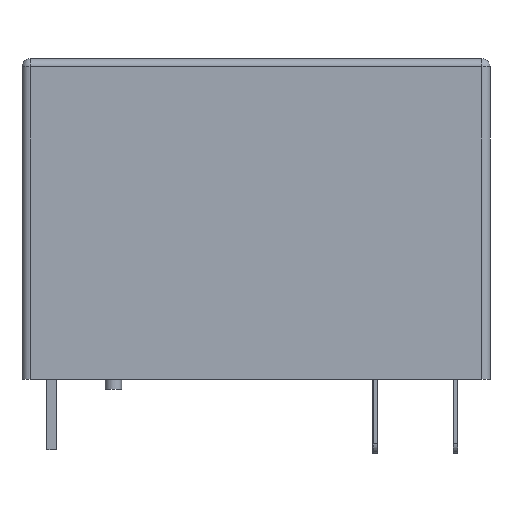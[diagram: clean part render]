
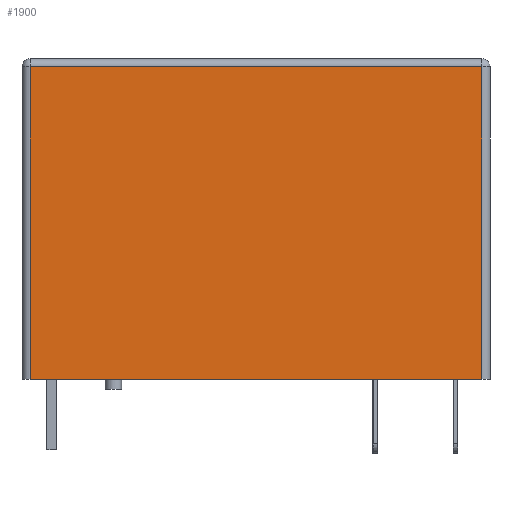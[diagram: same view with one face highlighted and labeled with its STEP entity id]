
A CAD part, front view. The second image highlights one B-rep face of the part: STEP entity #1900.
In plain terms, the highlighted planar face has unit normal (0, -1, 0).
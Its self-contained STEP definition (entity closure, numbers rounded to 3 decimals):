
#190 = EDGE_CURVE ( 'NONE', #12367, #4605, #3562, .T. ) ;
#466 = ORIENTED_EDGE ( 'NONE', *, *, #13003, .T. ) ;
#712 = DIRECTION ( 'NONE',  ( -1., 0., 0. ) ) ;
#844 = ORIENTED_EDGE ( 'NONE', *, *, #190, .T. ) ;
#976 = CARTESIAN_POINT ( 'NONE',  ( 14.1, -6.4, 0. ) ) ;
#1656 = ORIENTED_EDGE ( 'NONE', *, *, #2380, .T. ) ;
#1865 = VECTOR ( 'NONE', #7527, 1000. ) ;
#1900 = ADVANCED_FACE ( 'NONE', ( #9747 ), #14432, .F. ) ;
#2029 = LINE ( 'NONE', #11761, #6907 ) ;
#2227 = DIRECTION ( 'NONE',  ( 0., 0., -1. ) ) ;
#2380 = EDGE_CURVE ( 'NONE', #11191, #5787, #15753, .T. ) ;
#2758 = CARTESIAN_POINT ( 'NONE',  ( 14.6, -6.4, 0. ) ) ;
#3095 = VECTOR ( 'NONE', #3715, 1000. ) ;
#3562 = LINE ( 'NONE', #6137, #3095 ) ;
#3715 = DIRECTION ( 'NONE',  ( 0., 0., -1. ) ) ;
#4605 = VERTEX_POINT ( 'NONE', #8364 ) ;
#4623 = ORIENTED_EDGE ( 'NONE', *, *, #11664, .T. ) ;
#4751 = CARTESIAN_POINT ( 'NONE',  ( 14.6, -6.4, 20. ) ) ;
#5370 = EDGE_LOOP ( 'NONE', ( #4623, #1656, #466, #844 ) ) ;
#5787 = VERTEX_POINT ( 'NONE', #9972 ) ;
#6137 = CARTESIAN_POINT ( 'NONE',  ( -14.1, -6.4, 20. ) ) ;
#6443 = CARTESIAN_POINT ( 'NONE',  ( 14.1, -6.4, 20. ) ) ;
#6907 = VECTOR ( 'NONE', #712, 1000. ) ;
#7527 = DIRECTION ( 'NONE',  ( 1., 0., 0. ) ) ;
#8364 = CARTESIAN_POINT ( 'NONE',  ( -14.1, -6.4, 0. ) ) ;
#9747 = FACE_OUTER_BOUND ( 'NONE', #5370, .T. ) ;
#9972 = CARTESIAN_POINT ( 'NONE',  ( 14.1, -6.4, 19.5 ) ) ;
#10035 = LINE ( 'NONE', #2758, #1865 ) ;
#11191 = VERTEX_POINT ( 'NONE', #976 ) ;
#11530 = AXIS2_PLACEMENT_3D ( 'NONE', #4751, #15714, #2227 ) ;
#11664 = EDGE_CURVE ( 'NONE', #4605, #11191, #10035, .T. ) ;
#11761 = CARTESIAN_POINT ( 'NONE',  ( -14.6, -6.4, 19.5 ) ) ;
#11882 = CARTESIAN_POINT ( 'NONE',  ( -14.1, -6.4, 19.5 ) ) ;
#12367 = VERTEX_POINT ( 'NONE', #11882 ) ;
#13003 = EDGE_CURVE ( 'NONE', #5787, #12367, #2029, .T. ) ;
#14432 = PLANE ( 'NONE',  #11530 ) ;
#15095 = DIRECTION ( 'NONE',  ( 0., 0., 1. ) ) ;
#15491 = VECTOR ( 'NONE', #15095, 1000. ) ;
#15714 = DIRECTION ( 'NONE',  ( 0., 1., 0. ) ) ;
#15753 = LINE ( 'NONE', #6443, #15491 ) ;
